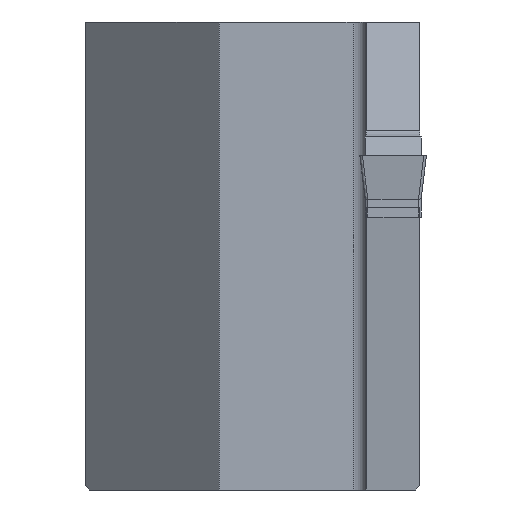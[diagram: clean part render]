
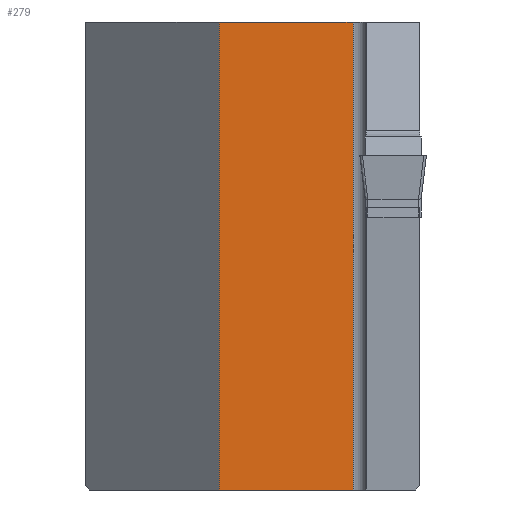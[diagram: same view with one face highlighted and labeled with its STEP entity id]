
A CAD part, left-side view. The second image highlights one B-rep face of the part: STEP entity #279.
In plain terms, the highlighted planar face has unit normal (-1, 0, 0).
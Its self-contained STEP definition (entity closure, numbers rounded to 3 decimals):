
#279=ADVANCED_FACE('',(#390),#340,.T.);
#340=PLANE('',#1342);
#390=FACE_OUTER_BOUND('',#451,.T.);
#451=EDGE_LOOP('',(#565,#566,#567,#568));
#565=ORIENTED_EDGE('',*,*,#927,.F.);
#566=ORIENTED_EDGE('',*,*,#967,.T.);
#567=ORIENTED_EDGE('',*,*,#968,.T.);
#568=ORIENTED_EDGE('',*,*,#969,.T.);
#829=VERTEX_POINT('',#1726);
#830=VERTEX_POINT('',#1728);
#863=VERTEX_POINT('',#1809);
#864=VERTEX_POINT('',#1811);
#927=EDGE_CURVE('',#829,#830,#1082,.T.);
#967=EDGE_CURVE('',#829,#863,#1117,.T.);
#968=EDGE_CURVE('',#863,#864,#1118,.T.);
#969=EDGE_CURVE('',#864,#830,#1119,.T.);
#1082=LINE('',#1727,#1207);
#1117=LINE('',#1808,#1242);
#1118=LINE('',#1810,#1243);
#1119=LINE('',#1812,#1244);
#1207=VECTOR('',#1422,1.);
#1242=VECTOR('',#1483,1.);
#1243=VECTOR('',#1484,1.);
#1244=VECTOR('',#1485,1.);
#1342=AXIS2_PLACEMENT_3D('',#1813,#1486,#1487);
#1422=DIRECTION('',(0.,-1.,0.));
#1483=DIRECTION('',(0.,0.,-1.));
#1484=DIRECTION('',(0.,-1.,0.));
#1485=DIRECTION('',(0.,0.,1.));
#1486=DIRECTION('',(-1.,0.,0.));
#1487=DIRECTION('',(0.,0.,1.));
#1726=CARTESIAN_POINT('',(26.,-10.,10.));
#1727=CARTESIAN_POINT('',(26.,9.093,10.));
#1728=CARTESIAN_POINT('',(26.,-20.007,10.));
#1808=CARTESIAN_POINT('',(26.,-10.,-30.));
#1809=CARTESIAN_POINT('',(26.,-10.,-25.));
#1810=CARTESIAN_POINT('',(26.,9.093,-25.));
#1811=CARTESIAN_POINT('',(26.,-20.007,-25.));
#1812=CARTESIAN_POINT('',(26.,-20.007,10.));
#1813=CARTESIAN_POINT('',(26.,9.093,10.));
